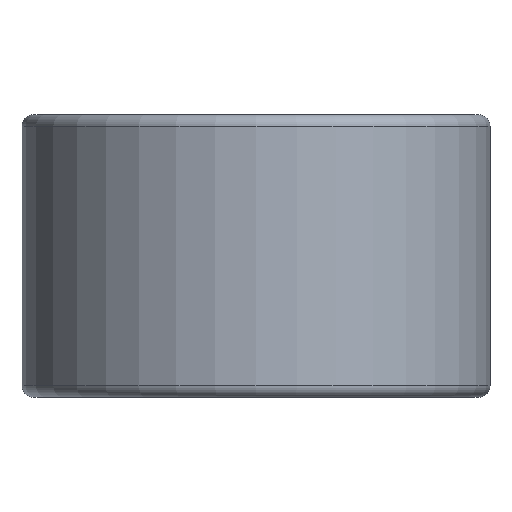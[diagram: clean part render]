
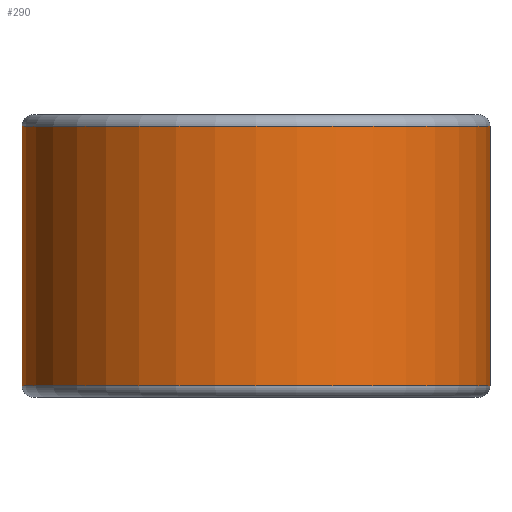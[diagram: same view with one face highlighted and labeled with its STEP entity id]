
A CAD part, front view. The second image highlights one B-rep face of the part: STEP entity #290.
In plain terms, the highlighted cylindrical face has radius 12 mm (diameter 24 mm), a full revolution.
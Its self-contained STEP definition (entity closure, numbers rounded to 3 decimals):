
#259=CARTESIAN_POINT('',(12.,0.,6.65));
#260=VERTEX_POINT('',#259);
#261=CARTESIAN_POINT('',(0.0,0.0,6.65));
#262=DIRECTION('',(0.0,0.0,1.0));
#263=DIRECTION('',(-1.0,0.0,0.0));
#264=AXIS2_PLACEMENT_3D('',#261,#262,#263);
#265=CIRCLE('',#264,12.);
#266=EDGE_CURVE('',#260,#260,#265,.T.);
#271=CARTESIAN_POINT('',(0.0,0.0,0.0));
#272=DIRECTION('',(0.0,0.0,1.0));
#273=DIRECTION('',(-1.0,0.0,0.0));
#274=AXIS2_PLACEMENT_3D('',#271,#272,#273);
#275=CYLINDRICAL_SURFACE('',#274,12.);
#276=CARTESIAN_POINT('',(12.,0.,-6.65));
#277=VERTEX_POINT('',#276);
#278=CARTESIAN_POINT('',(0.0,0.0,-6.65));
#279=DIRECTION('',(0.0,0.0,-1.0));
#280=DIRECTION('',(-1.0,0.0,0.0));
#281=AXIS2_PLACEMENT_3D('',#278,#279,#280);
#282=CIRCLE('',#281,12.);
#283=EDGE_CURVE('',#277,#277,#282,.T.);
#284=ORIENTED_EDGE('',*,*,#283,.F.);
#285=EDGE_LOOP('',(#284));
#286=FACE_OUTER_BOUND('',#285,.T.);
#287=ORIENTED_EDGE('',*,*,#266,.F.);
#288=EDGE_LOOP('',(#287));
#289=FACE_BOUND('',#288,.T.);
#290=ADVANCED_FACE('',(#286,#289),#275,.T.);
